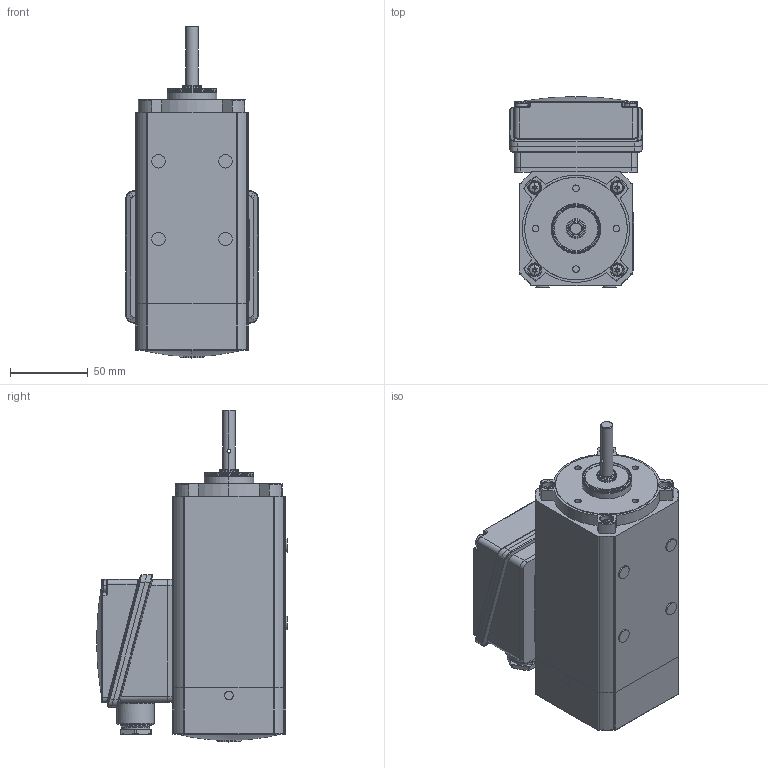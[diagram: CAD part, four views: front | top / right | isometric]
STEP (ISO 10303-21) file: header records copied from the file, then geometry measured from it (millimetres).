
FILE_DESCRIPTION (( 'STEP AP214' ), '1' );
FILE_NAME ('Motor IGLU65-60;f.VE31;AK2;10mmlänger.STEP', '2020-10-28T06:33:33', ( '' ), ( '' ), 'SwSTEP 2.0', 'SolidWorks 2020', '' );
FILE_SCHEMA (( 'AUTOMOTIVE_DESIGN' ));
Length unit declared in the file: millimetre
Products named in the file (1): Motor IGLU65-60;f.VE31;AK2;10mmlänger
Bounding box: 85 x 122.5 x 213.5 mm (x, y, z)
Volume: 1151069.5 mm3; surface area: 103620.6 mm2
Topology: 3 solids, 3 shells, 1065 faces, 2607 edges, 1520 vertices
Faces by surface type: plane 393, cylinder 328, cone 138, torus 118, sphere 49, bspline 39
Entity records: 40018 total; most frequent: CARTESIAN_POINT 8266, DIRECTION 5309, ORIENTED_EDGE 5066, EDGE_CURVE 2533, AXIS2_PLACEMENT_3D 2083, VERTEX_POINT 1520, VECTOR 1143, LINE 1143
